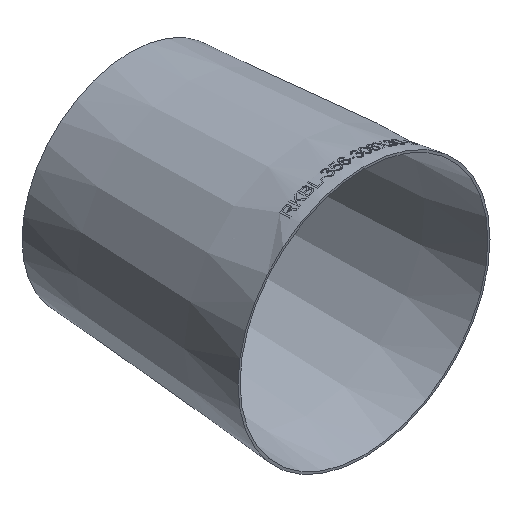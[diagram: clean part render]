
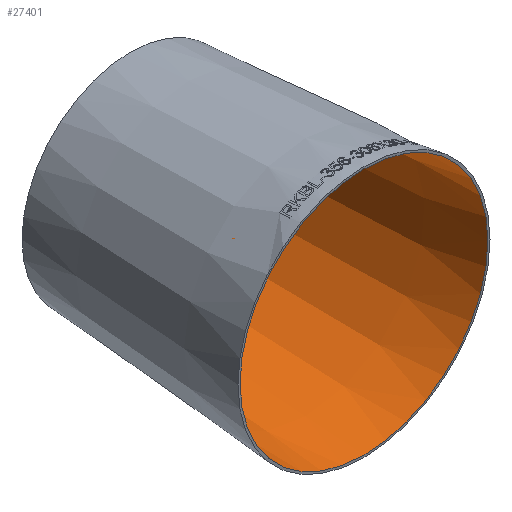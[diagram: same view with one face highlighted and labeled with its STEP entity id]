
A CAD part, isometric view. The second image highlights one B-rep face of the part: STEP entity #27401.
In plain terms, the highlighted conical face has half-angle 4.332 degrees and reference radius 174.991 mm.
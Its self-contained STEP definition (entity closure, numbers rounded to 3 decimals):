
#8309 = DIRECTION ( 'NONE',  ( 0., 0., -1. ) ) ;
#10818 = EDGE_CURVE ( 'NONE', #27916, #27916, #27845, .T. ) ;
#11322 = FACE_OUTER_BOUND ( 'NONE', #20353, .T. ) ;
#13196 = CARTESIAN_POINT ( 'NONE',  ( 0., 0., -174.991 ) ) ;
#13549 = ORIENTED_EDGE ( 'NONE', *, *, #43989, .F. ) ;
#14752 = EDGE_LOOP ( 'NONE', ( #13549 ) ) ;
#18410 = ORIENTED_EDGE ( 'NONE', *, *, #10818, .T. ) ;
#18711 = CIRCLE ( 'NONE', #46545, 149.991 ) ;
#19079 = AXIS2_PLACEMENT_3D ( 'NONE', #49186, #20748, #24235 ) ;
#20294 = DIRECTION ( 'NONE',  ( 0., 0., -1. ) ) ;
#20353 = EDGE_LOOP ( 'NONE', ( #18410 ) ) ;
#20748 = DIRECTION ( 'NONE',  ( 0., -1., 0. ) ) ;
#22773 = CARTESIAN_POINT ( 'NONE',  ( 0., 0., 0. ) ) ;
#24235 = DIRECTION ( 'NONE',  ( 0., 0., -1. ) ) ;
#26102 = AXIS2_PLACEMENT_3D ( 'NONE', #22773, #27253, #8309 ) ;
#27253 = DIRECTION ( 'NONE',  ( 0., -1., 0. ) ) ;
#27401 = ADVANCED_FACE ( 'NONE', ( #30514, #11322 ), #43635, .F. ) ;
#27845 = CIRCLE ( 'NONE', #19079, 174.991 ) ;
#27916 = VERTEX_POINT ( 'NONE', #13196 ) ;
#28294 = DIRECTION ( 'NONE',  ( 0., -1., 0. ) ) ;
#30514 = FACE_BOUND ( 'NONE', #14752, .T. ) ;
#39244 = CARTESIAN_POINT ( 'NONE',  ( 0., 330., 0. ) ) ;
#39619 = VERTEX_POINT ( 'NONE', #42617 ) ;
#42617 = CARTESIAN_POINT ( 'NONE',  ( 0., 330., -149.991 ) ) ;
#43635 = CONICAL_SURFACE ( 'NONE', #26102, 174.991, 0.076 ) ;
#43989 = EDGE_CURVE ( 'NONE', #39619, #39619, #18711, .T. ) ;
#46545 = AXIS2_PLACEMENT_3D ( 'NONE', #39244, #28294, #20294 ) ;
#49186 = CARTESIAN_POINT ( 'NONE',  ( 0., 0., 0. ) ) ;
